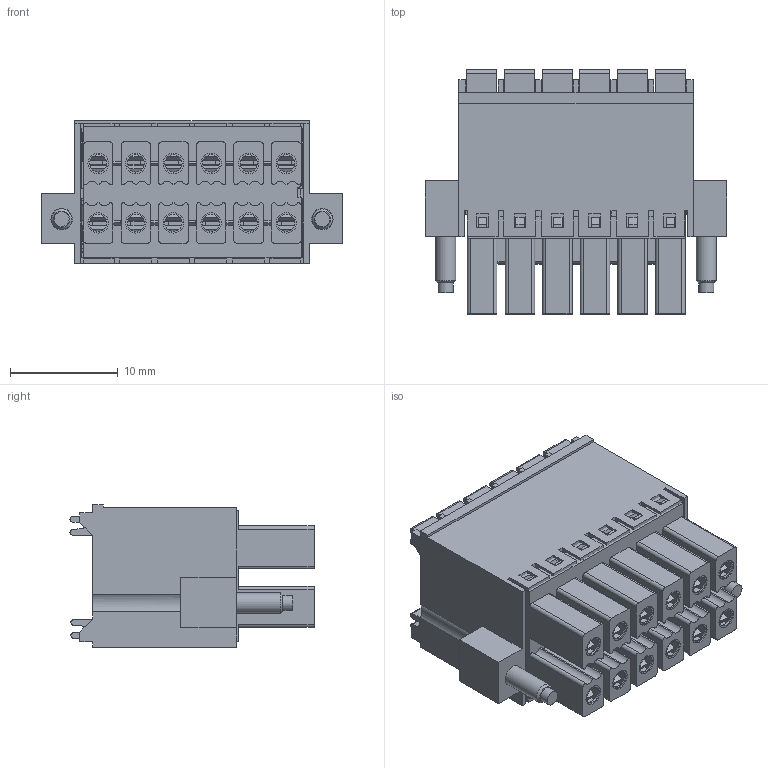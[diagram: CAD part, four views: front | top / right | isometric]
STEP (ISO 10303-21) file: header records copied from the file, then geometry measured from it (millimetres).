
FILE_DESCRIPTION(/* description */ ('Unknown'),/* implementation_level */ '2;1');
FILE_NAME(/* name */ '69137913012',/* time_stamp */ '2024-12-02T14:08:19+01:00',/* author */ ('Unknown'),/* organization */ ('Unknown'),/* preprocessor_version */ 'ST-DEVELOPER v19.4',/* originating_system */ 'Solid Edge',/* authorisation */ 'Unknown');
FILE_SCHEMA (('AUTOMOTIVE_DESIGN {1 0 10303 214 3 1 1}'));
Length unit declared in the file: millimetre
Products named in the file (8): 6913791300xx; 691379130012; 691379130012-2; 6913791300xx_Terminal Lever; 6913791300xx_Contact; 6913791300xx_Contact part 1; 6913791300xx_Contact part 2; 6913791300xx_Vis-Flange
Assembly tree (30 placements, depth 3):
  6913791300xx
    691379130012
    691379130012-2
    6913791300xx_Terminal Lever  x12
    6913791300xx_Contact  x12
      6913791300xx_Contact part 1
      6913791300xx_Contact part 2
    6913791300xx_Vis-Flange  x2
Bounding box: 28 x 22.7 x 13.25 mm (x, y, z)
Volume: 3009.7 mm3; surface area: 11452.2 mm2
Topology: 40 solids, 40 shells, 2877 faces, 8149 edges, 5360 vertices
Faces by surface type: plane 2018, cylinder 791, bspline 60, torus 6, cone 2
Full cylindrical faces by diameter (mm): 1.4 x2, 1.6 x12, 1.9 x14, 2 x2, 2.8 x2, 2.9 x2, 3 x12
Entity records: 37117 total; most frequent: CARTESIAN_POINT 7201, ORIENTED_EDGE 6308, DIRECTION 5781, EDGE_CURVE 3154, LINE 2699, VECTOR 2699, VERTEX_POINT 2093, AXIS2_PLACEMENT_3D 1541
